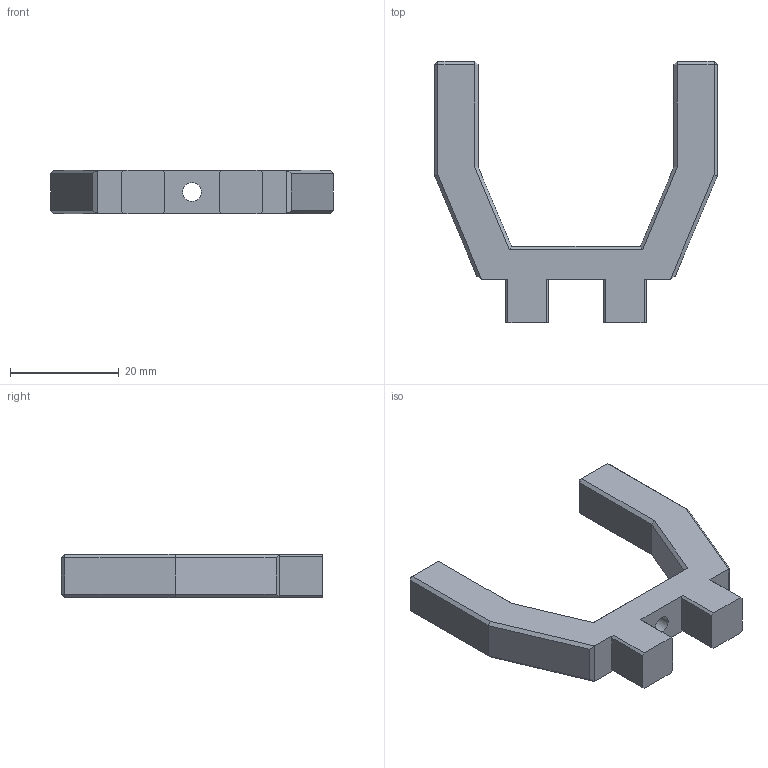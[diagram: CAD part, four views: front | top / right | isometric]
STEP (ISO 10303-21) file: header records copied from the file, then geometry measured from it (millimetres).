
FILE_DESCRIPTION(('FreeCAD Model'),'2;1');
FILE_NAME('Open CASCADE Shape Model','2023-10-24T16:00:14',(''),(''), 'Open CASCADE STEP processor 7.6','FreeCAD','Unknown');
FILE_SCHEMA(('AUTOMOTIVE_DESIGN { 1 0 10303 214 1 1 1 1 }'));
Length unit declared in the file: millimetre
Products named in the file (1): Holder-Foot
Bounding box: 52 x 48 x 8 mm (x, y, z)
Volume: 7211.9 mm3; surface area: 3807.6 mm2
Topology: 1 solids, 1 shells, 67 faces, 167 edges, 102 vertices
Faces by surface type: plane 66, cylinder 1
Full cylindrical faces by diameter (mm): 3.4 x1
Entity records: 1945 total; most frequent: CARTESIAN_POINT 337, ORIENTED_EDGE 334, DIRECTION 305, EDGE_CURVE 167, LINE 165, VECTOR 165, VERTEX_POINT 102, AXIS2_PLACEMENT_3D 70
